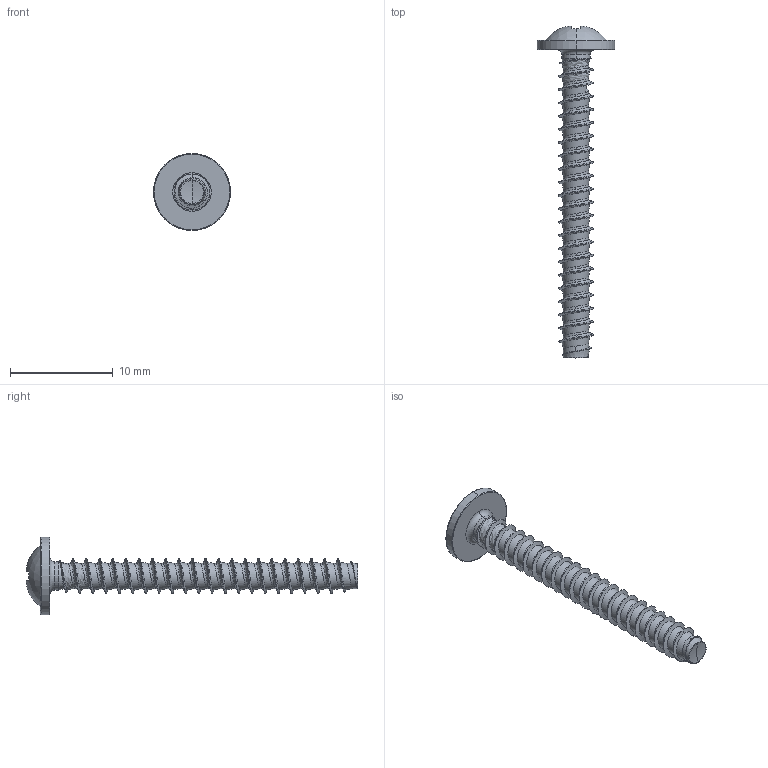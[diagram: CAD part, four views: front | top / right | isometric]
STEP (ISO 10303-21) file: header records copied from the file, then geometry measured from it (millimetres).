
FILE_DESCRIPTION (( 'STEP AP203' ), '1' );
FILE_NAME ('STP210350300.STEP', '2017-08-14T17:25:41', ( '' ), ( '' ), 'SwSTEP 2.0', 'SolidWorks 2015', '' );
FILE_SCHEMA (( 'CONFIG_CONTROL_DESIGN' ));
Products named in the file (1): STP210350300
Bounding box: 7.5 x 32.31 x 7.5 mm (x, y, z)
Volume: 224.6 mm3; surface area: 509.8 mm2
Topology: 1 solids, 1 shells, 215 faces, 527 edges, 315 vertices
Faces by surface type: cylinder 71, bspline 55, plane 31, torus 30, sphere 20, cone 8
Entity records: 36427 total; most frequent: CARTESIAN_POINT 31905, ORIENTED_EDGE 1050, DIRECTION 811, EDGE_CURVE 525, AXIS2_PLACEMENT_3D 348, VERTEX_POINT 315, EDGE_LOOP 218, ADVANCED_FACE 215
